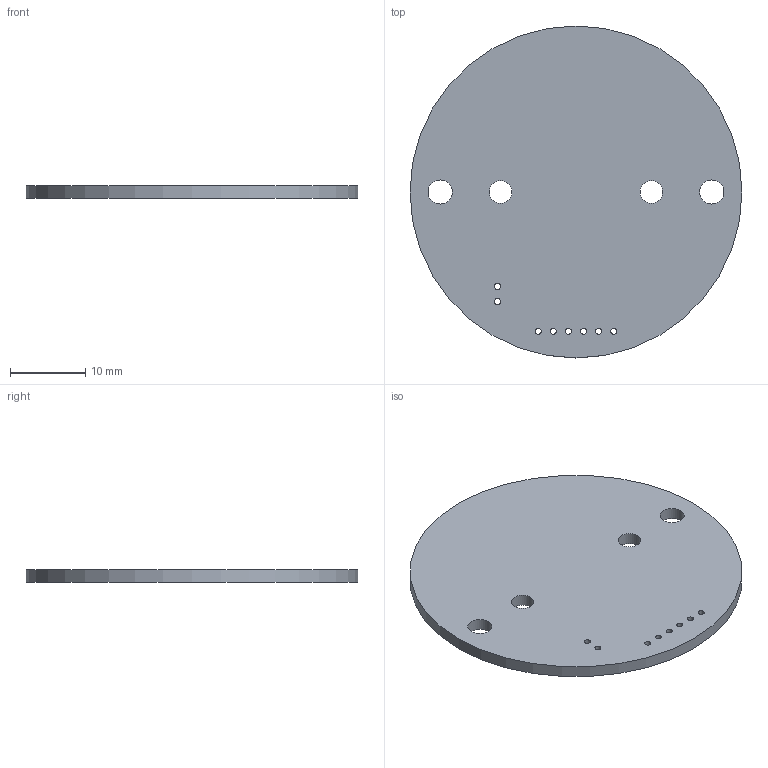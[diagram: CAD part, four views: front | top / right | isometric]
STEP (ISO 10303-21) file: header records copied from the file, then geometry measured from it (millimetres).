
FILE_DESCRIPTION(('KiCad electronic assembly'),'2;1');
FILE_NAME('buck_3a_v4.step','2020-11-08T20:22:03',('An Author'),( 'A Company'),'Open CASCADE STEP processor 7.4', 'KiCad to STEP converter','Unknown');
FILE_SCHEMA(('AUTOMOTIVE_DESIGN { 1 0 10303 214 1 1 1 1 }'));
Length unit declared in the file: millimetre
Products named in the file (2): Open CASCADE STEP translator 7.4 1; COMPOUND
Assembly tree (1 placements, depth 2):
  Open CASCADE STEP translator 7.4 1
    COMPOUND
Bounding box: 44 x 44 x 1.6 mm (x, y, z)
Volume: 2378.1 mm3; surface area: 3288.2 mm2
Topology: 1 solids, 1 shells, 15 faces, 39 edges, 26 vertices
Faces by surface type: cylinder 13, plane 2
Full cylindrical faces by diameter (mm): 0.8 x8, 3 x2, 3.2 x2, 44 x1
Entity records: 1081 total; most frequent: DIRECTION 177, CARTESIAN_POINT 160, ORIENTED_EDGE 78, PCURVE 78, DEFINITIONAL_REPRESENTATION 78, LINE 65, VECTOR 65, CIRCLE 52
